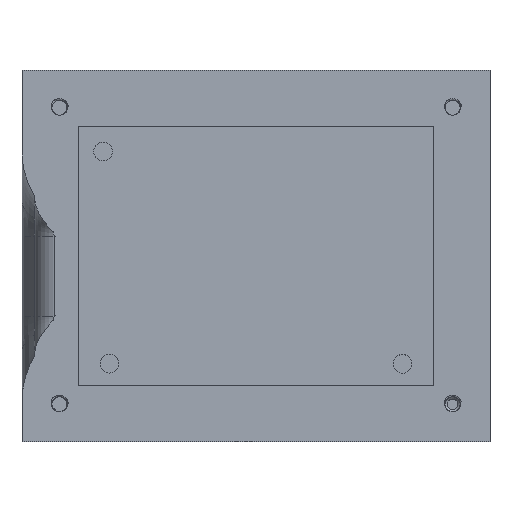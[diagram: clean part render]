
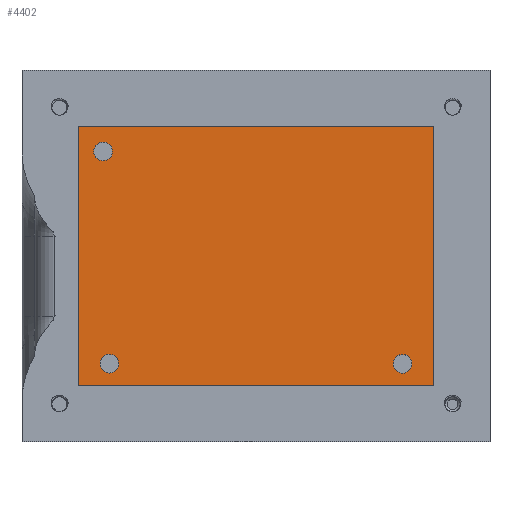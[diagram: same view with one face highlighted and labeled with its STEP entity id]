
A CAD part, top view. The second image highlights one B-rep face of the part: STEP entity #4402.
In plain terms, the highlighted planar face has unit normal (0, 0, 1).
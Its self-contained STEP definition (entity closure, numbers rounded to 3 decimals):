
#19=FACE_BOUND('',#547,.T.);
#20=FACE_BOUND('',#548,.T.);
#21=FACE_BOUND('',#549,.T.);
#70=PLANE('',#4712);
#302=FACE_OUTER_BOUND('',#546,.T.);
#546=EDGE_LOOP('',(#3857,#3858,#3859,#3860));
#547=EDGE_LOOP('',(#3861));
#548=EDGE_LOOP('',(#3862));
#549=EDGE_LOOP('',(#3863));
#630=CIRCLE('',#4703,0.75);
#632=CIRCLE('',#4707,0.75);
#634=CIRCLE('',#4711,0.75);
#1240=LINE('',#17457,#1468);
#1241=LINE('',#17459,#1469);
#1242=LINE('',#17461,#1470);
#1243=LINE('',#17462,#1471);
#1468=VECTOR('',#5509,10.);
#1469=VECTOR('',#5510,10.);
#1470=VECTOR('',#5511,10.);
#1471=VECTOR('',#5512,10.);
#1906=VERTEX_POINT('',#17437);
#1908=VERTEX_POINT('',#17444);
#1910=VERTEX_POINT('',#17451);
#1911=VERTEX_POINT('',#17455);
#1912=VERTEX_POINT('',#17456);
#1913=VERTEX_POINT('',#17458);
#1914=VERTEX_POINT('',#17460);
#2571=EDGE_CURVE('',#1906,#1906,#630,.T.);
#2574=EDGE_CURVE('',#1908,#1908,#632,.T.);
#2577=EDGE_CURVE('',#1910,#1910,#634,.T.);
#2579=EDGE_CURVE('',#1911,#1912,#1240,.T.);
#2580=EDGE_CURVE('',#1913,#1911,#1241,.T.);
#2581=EDGE_CURVE('',#1914,#1913,#1242,.T.);
#2582=EDGE_CURVE('',#1912,#1914,#1243,.T.);
#3857=ORIENTED_EDGE('',*,*,#2579,.F.);
#3858=ORIENTED_EDGE('',*,*,#2580,.F.);
#3859=ORIENTED_EDGE('',*,*,#2581,.F.);
#3860=ORIENTED_EDGE('',*,*,#2582,.F.);
#3861=ORIENTED_EDGE('',*,*,#2574,.T.);
#3862=ORIENTED_EDGE('',*,*,#2571,.T.);
#3863=ORIENTED_EDGE('',*,*,#2577,.T.);
#4402=ADVANCED_FACE('',(#302,#19,#20,#21),#70,.T.);
#4703=AXIS2_PLACEMENT_3D('',#17438,#5486,#5487);
#4707=AXIS2_PLACEMENT_3D('',#17445,#5495,#5496);
#4711=AXIS2_PLACEMENT_3D('',#17452,#5504,#5505);
#4712=AXIS2_PLACEMENT_3D('',#17454,#5507,#5508);
#5486=DIRECTION('center_axis',(0.,0.,-1.));
#5487=DIRECTION('ref_axis',(1.,0.,0.));
#5495=DIRECTION('center_axis',(0.,0.,-1.));
#5496=DIRECTION('ref_axis',(1.,0.,0.));
#5504=DIRECTION('center_axis',(0.,0.,-1.));
#5505=DIRECTION('ref_axis',(1.,0.,0.));
#5507=DIRECTION('center_axis',(0.,0.,1.));
#5508=DIRECTION('ref_axis',(1.,0.,0.));
#5509=DIRECTION('',(0.,1.,0.));
#5510=DIRECTION('',(-1.,0.,0.));
#5511=DIRECTION('',(0.,-1.,0.));
#5512=DIRECTION('',(1.,0.,0.));
#17437=CARTESIAN_POINT('',(8.75,-4.645,2.));
#17438=CARTESIAN_POINT('Origin',(9.5,-4.645,2.));
#17444=CARTESIAN_POINT('',(-14.75,-4.634,2.));
#17445=CARTESIAN_POINT('Origin',(-14.,-4.634,2.));
#17451=CARTESIAN_POINT('',(-15.25,12.37,2.));
#17452=CARTESIAN_POINT('Origin',(-14.5,12.37,2.));
#17454=CARTESIAN_POINT('Origin',(-14.5,12.37,2.));
#17455=CARTESIAN_POINT('',(-16.5,-6.389,2.));
#17456=CARTESIAN_POINT('',(-16.5,14.37,2.));
#17457=CARTESIAN_POINT('',(-16.5,5.841,2.));
#17458=CARTESIAN_POINT('',(12.,-6.389,2.));
#17459=CARTESIAN_POINT('',(4.875,-6.389,2.));
#17460=CARTESIAN_POINT('',(12.,14.37,2.));
#17461=CARTESIAN_POINT('',(12.,9.18,2.));
#17462=CARTESIAN_POINT('',(-9.375,14.37,2.));
